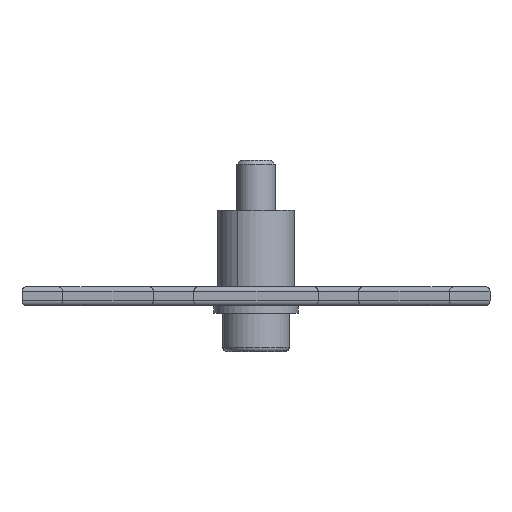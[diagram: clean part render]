
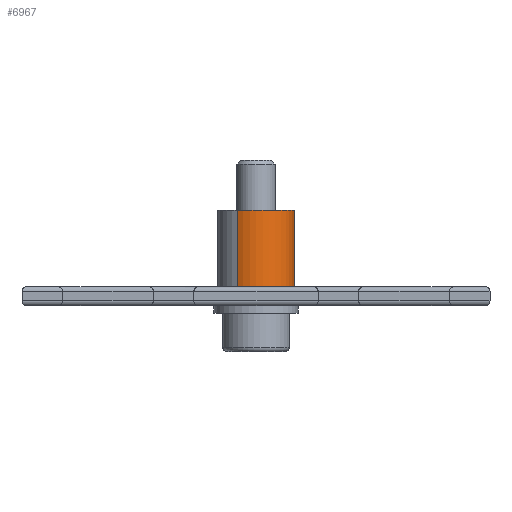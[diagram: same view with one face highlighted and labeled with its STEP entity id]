
A CAD part, left-side view. The second image highlights one B-rep face of the part: STEP entity #6967.
In plain terms, the highlighted cylindrical face has radius 4 mm (diameter 8 mm), a partial arc.
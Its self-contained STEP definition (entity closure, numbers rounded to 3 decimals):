
#6 = DIRECTION ( 'NONE',  ( 0., 0., 1. ) ) ;
#263 = DIRECTION ( 'NONE',  ( 0., 1., 0. ) ) ;
#740 = ORIENTED_EDGE ( 'NONE', *, *, #8955, .F. ) ;
#1032 = EDGE_CURVE ( 'NONE', #9205, #2909, #2569, .T. ) ;
#1503 = AXIS2_PLACEMENT_3D ( 'NONE', #2630, #263, #3306 ) ;
#1648 = ORIENTED_EDGE ( 'NONE', *, *, #6713, .T. ) ;
#1864 = CYLINDRICAL_SURFACE ( 'NONE', #2915, 4. ) ;
#2251 = AXIS2_PLACEMENT_3D ( 'NONE', #4790, #3916, #6 ) ;
#2569 = LINE ( 'NONE', #8689, #2679 ) ;
#2630 = CARTESIAN_POINT ( 'NONE',  ( 0., 0., 0. ) ) ;
#2679 = VECTOR ( 'NONE', #5742, 1000. ) ;
#2741 = DIRECTION ( 'NONE',  ( 0., 1., 0. ) ) ;
#2909 = VERTEX_POINT ( 'NONE', #8521 ) ;
#2915 = AXIS2_PLACEMENT_3D ( 'NONE', #5856, #2741, #4849 ) ;
#3083 = CIRCLE ( 'NONE', #2251, 4. ) ;
#3306 = DIRECTION ( 'NONE',  ( 0., 0., 1. ) ) ;
#3916 = DIRECTION ( 'NONE',  ( 0., 1., 0. ) ) ;
#3947 = ORIENTED_EDGE ( 'NONE', *, *, #8502, .F. ) ;
#4448 = EDGE_LOOP ( 'NONE', ( #1648, #6379, #3947, #740 ) ) ;
#4790 = CARTESIAN_POINT ( 'NONE',  ( 0., -8., 0. ) ) ;
#4849 = DIRECTION ( 'NONE',  ( 0., 0., 1. ) ) ;
#5568 = CARTESIAN_POINT ( 'NONE',  ( 0., 0., 4. ) ) ;
#5733 = VERTEX_POINT ( 'NONE', #5568 ) ;
#5742 = DIRECTION ( 'NONE',  ( 0., 1., 0. ) ) ;
#5807 = CARTESIAN_POINT ( 'NONE',  ( 0., -8., 4. ) ) ;
#5856 = CARTESIAN_POINT ( 'NONE',  ( 0., -8., 0. ) ) ;
#6183 = VERTEX_POINT ( 'NONE', #5807 ) ;
#6379 = ORIENTED_EDGE ( 'NONE', *, *, #1032, .T. ) ;
#6713 = EDGE_CURVE ( 'NONE', #6183, #9205, #3083, .T. ) ;
#6967 = ADVANCED_FACE ( 'NONE', ( #8050 ), #1864, .T. ) ;
#7688 = VECTOR ( 'NONE', #8736, 1000. ) ;
#7911 = CARTESIAN_POINT ( 'NONE',  ( 0., -8., -4. ) ) ;
#8050 = FACE_OUTER_BOUND ( 'NONE', #4448, .T. ) ;
#8075 = CARTESIAN_POINT ( 'NONE',  ( 0., -8., 4. ) ) ;
#8502 = EDGE_CURVE ( 'NONE', #5733, #2909, #8866, .T. ) ;
#8521 = CARTESIAN_POINT ( 'NONE',  ( 0., 0., -4. ) ) ;
#8689 = CARTESIAN_POINT ( 'NONE',  ( 0., -8., -4. ) ) ;
#8736 = DIRECTION ( 'NONE',  ( 0., 1., 0. ) ) ;
#8866 = CIRCLE ( 'NONE', #1503, 4. ) ;
#8955 = EDGE_CURVE ( 'NONE', #6183, #5733, #9565, .T. ) ;
#9205 = VERTEX_POINT ( 'NONE', #7911 ) ;
#9565 = LINE ( 'NONE', #8075, #7688 ) ;
